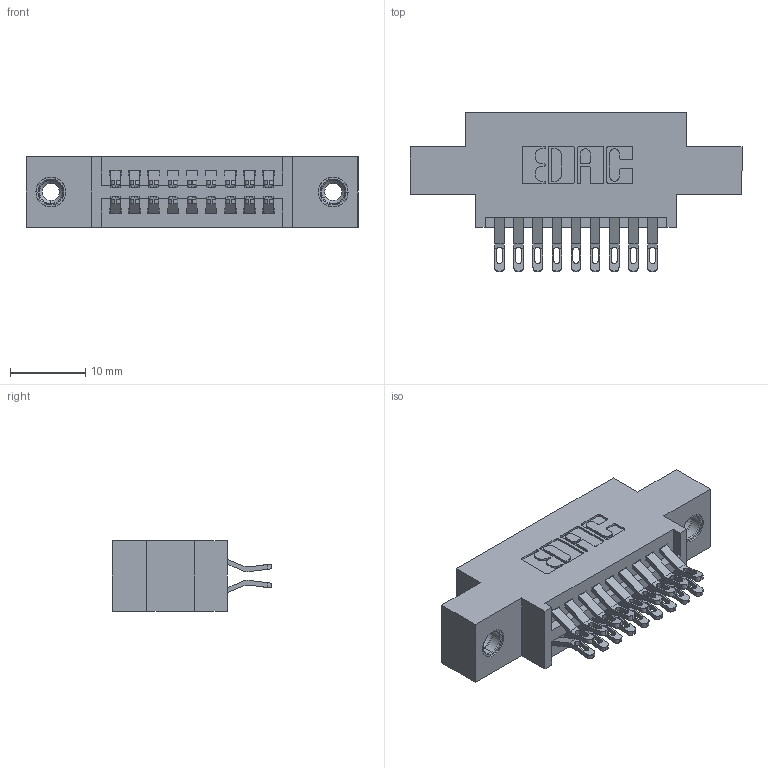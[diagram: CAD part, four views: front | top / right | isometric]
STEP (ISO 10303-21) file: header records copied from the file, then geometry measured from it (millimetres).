
FILE_DESCRIPTION (( 'STEP AP203' ), '1' );
FILE_NAME ('345-018-555-808.STEP', '2018-08-19T22:51:30', ( '' ), ( '' ), 'SwSTEP 2.0', 'SolidWorks 2016', '' );
FILE_SCHEMA (( 'CONFIG_CONTROL_DESIGN' ));
Length unit declared in the file: inch
Products named in the file (4): 345-018-555-808; 345 Part_0.170 Offset - 0.156 Dia-TI; 345-292-001_555 Tail; 345-250-001_345-250-003-102
Assembly tree (21 placements, depth 2):
  345-018-555-808
    345 Part_0.170 Offset - 0.156 Dia-TI
    345-292-001_555 Tail  x18
    345-250-001_345-250-003-102  x2
Bounding box: 44.07 x 21.13 x 9.4 mm (x, y, z)
Volume: 3906.9 mm3; surface area: 5474.4 mm2
Topology: 21 solids, 21 shells, 1198 faces, 3675 edges, 2442 vertices
Faces by surface type: plane 674, cylinder 508, cone 12, torus 4
Entity records: 13148 total; most frequent: CARTESIAN_POINT 2253, ORIENTED_EDGE 2150, DIRECTION 2021, EDGE_CURVE 1075, VECTOR 867, LINE 867, VERTEX_POINT 712, AXIS2_PLACEMENT_3D 577
